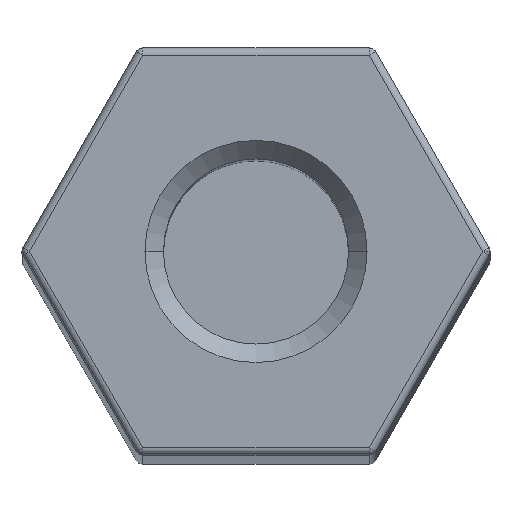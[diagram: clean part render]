
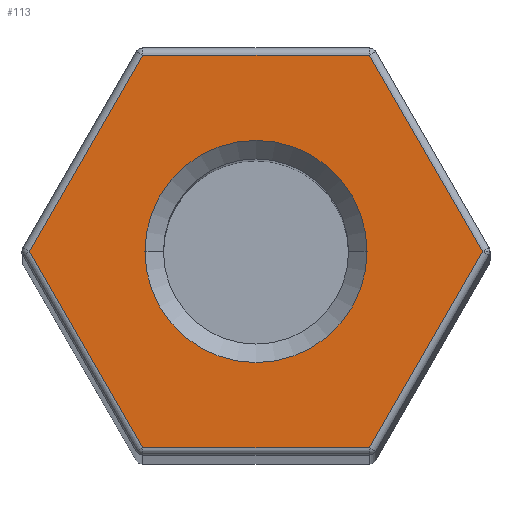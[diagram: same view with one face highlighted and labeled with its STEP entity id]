
A CAD part, top view. The second image highlights one B-rep face of the part: STEP entity #113.
In plain terms, the highlighted planar face has unit normal (0, 0, 1).
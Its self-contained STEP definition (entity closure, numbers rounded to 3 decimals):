
#40 = VERTEX_POINT ( 'NONE', #101 ) ;
#101 = CARTESIAN_POINT ( 'NONE',  ( 1.53, -2.65, 70. ) ) ;
#113 = ADVANCED_FACE ( 'NONE', ( #651, #330 ), #406, .T. ) ;
#164 = ORIENTED_EDGE ( 'NONE', *, *, #269, .T. ) ;
#228 = CARTESIAN_POINT ( 'NONE',  ( 3.06, 0., 70. ) ) ;
#269 = EDGE_CURVE ( 'NONE', #465, #505, #510, .T. ) ;
#271 = CIRCLE ( 'NONE', #943, 1.5 ) ;
#275 = VERTEX_POINT ( 'NONE', #1342 ) ;
#278 = EDGE_CURVE ( 'NONE', #902, #465, #764, .T. ) ;
#307 = VECTOR ( 'NONE', #1094, 1000. ) ;
#308 = EDGE_CURVE ( 'NONE', #505, #1150, #429, .T. ) ;
#316 = EDGE_CURVE ( 'NONE', #1150, #40, #967, .T. ) ;
#328 = EDGE_CURVE ( 'NONE', #40, #1233, #913, .T. ) ;
#330 = FACE_BOUND ( 'NONE', #366, .T. ) ;
#338 = EDGE_CURVE ( 'NONE', #1233, #902, #1374, .T. ) ;
#342 = EDGE_CURVE ( 'NONE', #275, #752, #1123, .T. ) ;
#348 = VECTOR ( 'NONE', #1270, 1000. ) ;
#349 = CARTESIAN_POINT ( 'NONE',  ( -1.53, -2.65, 70. ) ) ;
#363 = CARTESIAN_POINT ( 'NONE',  ( 0., 0., 70. ) ) ;
#366 = EDGE_LOOP ( 'NONE', ( #792, #1102 ) ) ;
#376 = EDGE_CURVE ( 'NONE', #752, #275, #271, .T. ) ;
#406 = PLANE ( 'NONE',  #1104 ) ;
#429 = LINE ( 'NONE', #910, #1203 ) ;
#465 = VERTEX_POINT ( 'NONE', #1213 ) ;
#473 = VECTOR ( 'NONE', #1253, 1000. ) ;
#486 = CARTESIAN_POINT ( 'NONE',  ( 1.501, 2.7, 70. ) ) ;
#491 = DIRECTION ( 'NONE',  ( 1., 0., 0. ) ) ;
#505 = VERTEX_POINT ( 'NONE', #537 ) ;
#510 = LINE ( 'NONE', #580, #1050 ) ;
#535 = DIRECTION ( 'NONE',  ( 0., 0., 1. ) ) ;
#537 = CARTESIAN_POINT ( 'NONE',  ( -3.06, 0., 70. ) ) ;
#580 = CARTESIAN_POINT ( 'NONE',  ( -3.089, -0.05, 70. ) ) ;
#599 = CARTESIAN_POINT ( 'NONE',  ( 3.089, 0.05, 70. ) ) ;
#610 = DIRECTION ( 'NONE',  ( 0., 0., -1. ) ) ;
#651 = FACE_OUTER_BOUND ( 'NONE', #1222, .T. ) ;
#668 = VECTOR ( 'NONE', #1182, 1000. ) ;
#746 = CARTESIAN_POINT ( 'NONE',  ( 3.175, 0., 70. ) ) ;
#752 = VERTEX_POINT ( 'NONE', #1249 ) ;
#764 = LINE ( 'NONE', #793, #473 ) ;
#769 = ORIENTED_EDGE ( 'NONE', *, *, #278, .T. ) ;
#792 = ORIENTED_EDGE ( 'NONE', *, *, #376, .T. ) ;
#793 = CARTESIAN_POINT ( 'NONE',  ( -1.588, 2.65, 70. ) ) ;
#804 = CARTESIAN_POINT ( 'NONE',  ( 1.588, -2.65, 70. ) ) ;
#902 = VERTEX_POINT ( 'NONE', #908 ) ;
#908 = CARTESIAN_POINT ( 'NONE',  ( 1.53, 2.65, 70. ) ) ;
#910 = CARTESIAN_POINT ( 'NONE',  ( -1.501, -2.7, 70. ) ) ;
#913 = LINE ( 'NONE', #599, #348 ) ;
#927 = AXIS2_PLACEMENT_3D ( 'NONE', #363, #1101, #491 ) ;
#943 = AXIS2_PLACEMENT_3D ( 'NONE', #1192, #610, #1281 ) ;
#967 = LINE ( 'NONE', #804, #668 ) ;
#999 = DIRECTION ( 'NONE',  ( 0.5, -0.866, 0. ) ) ;
#1050 = VECTOR ( 'NONE', #1072, 1000. ) ;
#1068 = ORIENTED_EDGE ( 'NONE', *, *, #328, .T. ) ;
#1072 = DIRECTION ( 'NONE',  ( -0.5, -0.866, 0. ) ) ;
#1094 = DIRECTION ( 'NONE',  ( -0.5, 0.866, 0. ) ) ;
#1101 = DIRECTION ( 'NONE',  ( 0., 0., -1. ) ) ;
#1102 = ORIENTED_EDGE ( 'NONE', *, *, #342, .T. ) ;
#1104 = AXIS2_PLACEMENT_3D ( 'NONE', #746, #535, #1217 ) ;
#1123 = CIRCLE ( 'NONE', #927, 1.5 ) ;
#1150 = VERTEX_POINT ( 'NONE', #349 ) ;
#1182 = DIRECTION ( 'NONE',  ( 1., 0., 0. ) ) ;
#1192 = CARTESIAN_POINT ( 'NONE',  ( 0., 0., 70. ) ) ;
#1203 = VECTOR ( 'NONE', #999, 1000. ) ;
#1209 = ORIENTED_EDGE ( 'NONE', *, *, #316, .T. ) ;
#1213 = CARTESIAN_POINT ( 'NONE',  ( -1.53, 2.65, 70. ) ) ;
#1217 = DIRECTION ( 'NONE',  ( 1., 0., 0. ) ) ;
#1222 = EDGE_LOOP ( 'NONE', ( #769, #164, #1250, #1209, #1068, #1280 ) ) ;
#1233 = VERTEX_POINT ( 'NONE', #228 ) ;
#1249 = CARTESIAN_POINT ( 'NONE',  ( 1.5, 0., 70. ) ) ;
#1250 = ORIENTED_EDGE ( 'NONE', *, *, #308, .T. ) ;
#1253 = DIRECTION ( 'NONE',  ( -1., 0., 0. ) ) ;
#1270 = DIRECTION ( 'NONE',  ( 0.5, 0.866, 0. ) ) ;
#1280 = ORIENTED_EDGE ( 'NONE', *, *, #338, .T. ) ;
#1281 = DIRECTION ( 'NONE',  ( 1., 0., 0. ) ) ;
#1342 = CARTESIAN_POINT ( 'NONE',  ( -1.5, 0., 70. ) ) ;
#1374 = LINE ( 'NONE', #486, #307 ) ;
